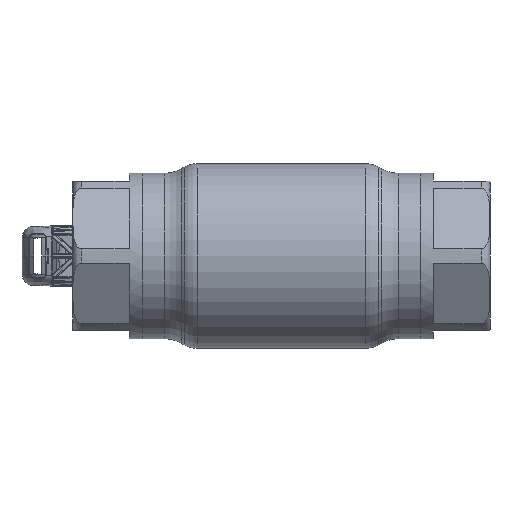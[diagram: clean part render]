
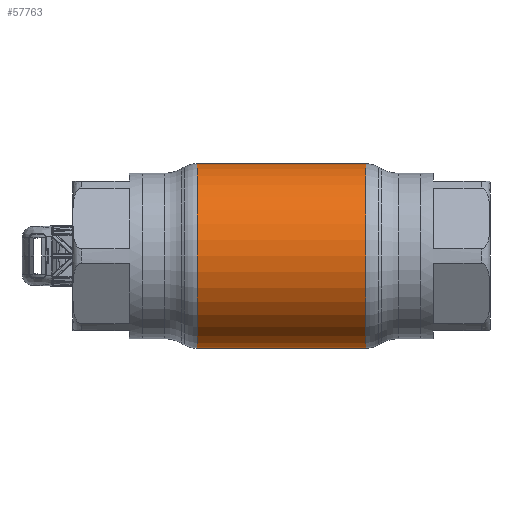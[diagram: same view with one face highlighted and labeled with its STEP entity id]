
A CAD part, front view. The second image highlights one B-rep face of the part: STEP entity #57763.
In plain terms, the highlighted cylindrical face has radius 42.5 mm (diameter 85 mm), a partial arc.
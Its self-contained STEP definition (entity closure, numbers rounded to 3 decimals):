
#7745 = ORIENTED_EDGE ( 'NONE', *, *, #29923, .T. ) ;
#7761 = ORIENTED_EDGE ( 'NONE', *, *, #35638, .T. ) ;
#8406 = CARTESIAN_POINT ( 'NONE',  ( -62.69, 0., 0. ) ) ;
#9174 = CARTESIAN_POINT ( 'NONE',  ( -38.749, 0., 0. ) ) ;
#10483 = DIRECTION ( 'NONE',  ( -1., 0., 0. ) ) ;
#12598 = DIRECTION ( 'NONE',  ( -1., 0., 0. ) ) ;
#12812 = DIRECTION ( 'NONE',  ( 0., 0., 1. ) ) ;
#13576 = VERTEX_POINT ( 'NONE', #22506 ) ;
#14204 = DIRECTION ( 'NONE',  ( 0., 0., 1. ) ) ;
#15165 = CARTESIAN_POINT ( 'NONE',  ( -62.69, 0., 42.5 ) ) ;
#15320 = CIRCLE ( 'NONE', #58537, 42.5 ) ;
#17524 = DIRECTION ( 'NONE',  ( -1., 0., 0. ) ) ;
#21865 = FACE_OUTER_BOUND ( 'NONE', #22460, .T. ) ;
#22460 = EDGE_LOOP ( 'NONE', ( #49147, #7761, #7745, #60336 ) ) ;
#22506 = CARTESIAN_POINT ( 'NONE',  ( -38.749, 0., -42.5 ) ) ;
#22782 = LINE ( 'NONE', #15165, #45531 ) ;
#23426 = VERTEX_POINT ( 'NONE', #37358 ) ;
#24114 = VERTEX_POINT ( 'NONE', #43270 ) ;
#26440 = VECTOR ( 'NONE', #17524, 1000. ) ;
#29923 = EDGE_CURVE ( 'NONE', #24114, #23426, #22782, .T. ) ;
#35190 = CARTESIAN_POINT ( 'NONE',  ( 38.749, 0., 0. ) ) ;
#35638 = EDGE_CURVE ( 'NONE', #35777, #24114, #38463, .T. ) ;
#35777 = VERTEX_POINT ( 'NONE', #61200 ) ;
#37358 = CARTESIAN_POINT ( 'NONE',  ( -38.749, 0., 42.5 ) ) ;
#38463 = CIRCLE ( 'NONE', #51735, 42.5 ) ;
#38941 = LINE ( 'NONE', #57070, #26440 ) ;
#39483 = EDGE_CURVE ( 'NONE', #35777, #13576, #38941, .T. ) ;
#43270 = CARTESIAN_POINT ( 'NONE',  ( 38.749, 0., 42.5 ) ) ;
#44158 = DIRECTION ( 'NONE',  ( -1., 0., 0. ) ) ;
#45531 = VECTOR ( 'NONE', #63614, 1000. ) ;
#45903 = DIRECTION ( 'NONE',  ( 0., 0., 1. ) ) ;
#48797 = EDGE_CURVE ( 'NONE', #13576, #23426, #15320, .T. ) ;
#49147 = ORIENTED_EDGE ( 'NONE', *, *, #39483, .F. ) ;
#51735 = AXIS2_PLACEMENT_3D ( 'NONE', #35190, #10483, #45903 ) ;
#55259 = AXIS2_PLACEMENT_3D ( 'NONE', #8406, #12598, #12812 ) ;
#57070 = CARTESIAN_POINT ( 'NONE',  ( -62.69, 0., -42.5 ) ) ;
#57763 = ADVANCED_FACE ( 'NONE', ( #21865 ), #63306, .T. ) ;
#58537 = AXIS2_PLACEMENT_3D ( 'NONE', #9174, #44158, #14204 ) ;
#60336 = ORIENTED_EDGE ( 'NONE', *, *, #48797, .F. ) ;
#61200 = CARTESIAN_POINT ( 'NONE',  ( 38.749, 0., -42.5 ) ) ;
#63306 = CYLINDRICAL_SURFACE ( 'NONE', #55259, 42.5 ) ;
#63614 = DIRECTION ( 'NONE',  ( -1., 0., 0. ) ) ;
